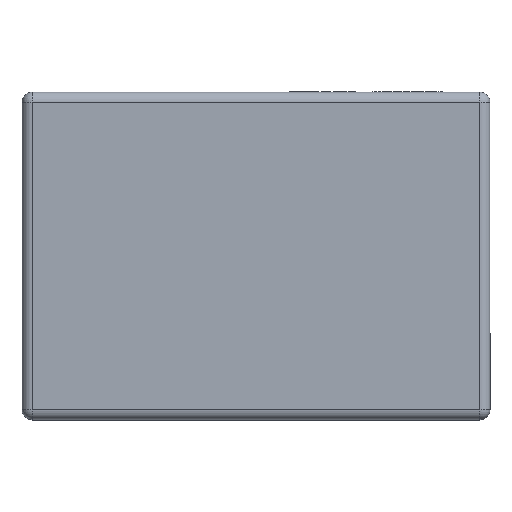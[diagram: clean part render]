
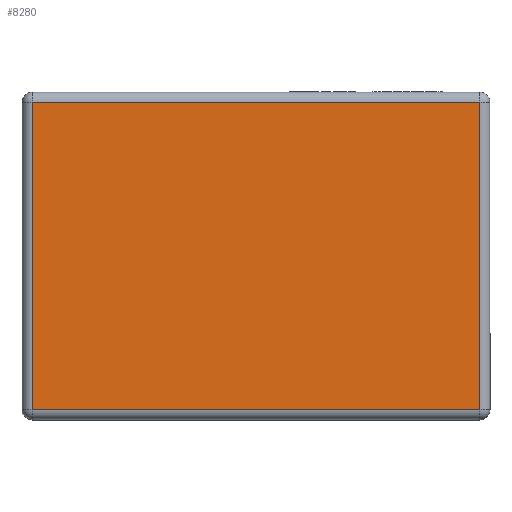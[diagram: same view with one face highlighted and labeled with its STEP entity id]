
A CAD part, top view. The second image highlights one B-rep face of the part: STEP entity #8280.
In plain terms, the highlighted planar face has unit normal (0, 0, 1).
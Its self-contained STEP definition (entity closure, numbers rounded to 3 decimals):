
#36 = CARTESIAN_POINT ( 'NONE',  ( -11., 7.55, 9.7 ) ) ;
#39 = DIRECTION ( 'NONE',  ( 1., 0., 0. ) ) ;
#285 = EDGE_LOOP ( 'NONE', ( #2484, #11078, #1269, #11669 ) ) ;
#1269 = ORIENTED_EDGE ( 'NONE', *, *, #7320, .T. ) ;
#2010 = VERTEX_POINT ( 'NONE', #36 ) ;
#2113 = VECTOR ( 'NONE', #10009, 1000. ) ;
#2425 = FACE_OUTER_BOUND ( 'NONE', #285, .T. ) ;
#2484 = ORIENTED_EDGE ( 'NONE', *, *, #7533, .T. ) ;
#2541 = CARTESIAN_POINT ( 'NONE',  ( -11.5, 7.55, 9.7 ) ) ;
#3497 = PLANE ( 'NONE',  #8816 ) ;
#3510 = CARTESIAN_POINT ( 'NONE',  ( 11., 8.05, 9.7 ) ) ;
#3641 = DIRECTION ( 'NONE',  ( 0., 0., 1. ) ) ;
#4117 = CARTESIAN_POINT ( 'NONE',  ( -11., -8.05, 9.7 ) ) ;
#4219 = EDGE_CURVE ( 'NONE', #5562, #14233, #11950, .T. ) ;
#5170 = EDGE_CURVE ( 'NONE', #12980, #2010, #9010, .T. ) ;
#5442 = CARTESIAN_POINT ( 'NONE',  ( -11., -7.55, 9.7 ) ) ;
#5562 = VERTEX_POINT ( 'NONE', #5442 ) ;
#7055 = VECTOR ( 'NONE', #15236, 1000. ) ;
#7180 = DIRECTION ( 'NONE',  ( 1., 0., 0. ) ) ;
#7320 = EDGE_CURVE ( 'NONE', #14233, #12980, #14208, .T. ) ;
#7533 = EDGE_CURVE ( 'NONE', #2010, #5562, #13822, .T. ) ;
#8280 = ADVANCED_FACE ( 'NONE', ( #2425 ), #3497, .T. ) ;
#8636 = CARTESIAN_POINT ( 'NONE',  ( 11., -7.55, 9.7 ) ) ;
#8816 = AXIS2_PLACEMENT_3D ( 'NONE', #10621, #3641, #39 ) ;
#9010 = LINE ( 'NONE', #2541, #10929 ) ;
#9725 = CARTESIAN_POINT ( 'NONE',  ( 11.5, -7.55, 9.7 ) ) ;
#10009 = DIRECTION ( 'NONE',  ( 0., -1., 0. ) ) ;
#10621 = CARTESIAN_POINT ( 'NONE',  ( 0., 0., 9.7 ) ) ;
#10929 = VECTOR ( 'NONE', #12051, 1000. ) ;
#11078 = ORIENTED_EDGE ( 'NONE', *, *, #4219, .T. ) ;
#11669 = ORIENTED_EDGE ( 'NONE', *, *, #5170, .T. ) ;
#11950 = LINE ( 'NONE', #9725, #14214 ) ;
#12051 = DIRECTION ( 'NONE',  ( -1., 0., 0. ) ) ;
#12532 = CARTESIAN_POINT ( 'NONE',  ( 11., 7.55, 9.7 ) ) ;
#12980 = VERTEX_POINT ( 'NONE', #12532 ) ;
#13822 = LINE ( 'NONE', #4117, #2113 ) ;
#14208 = LINE ( 'NONE', #3510, #7055 ) ;
#14214 = VECTOR ( 'NONE', #7180, 1000. ) ;
#14233 = VERTEX_POINT ( 'NONE', #8636 ) ;
#15236 = DIRECTION ( 'NONE',  ( 0., 1., 0. ) ) ;
